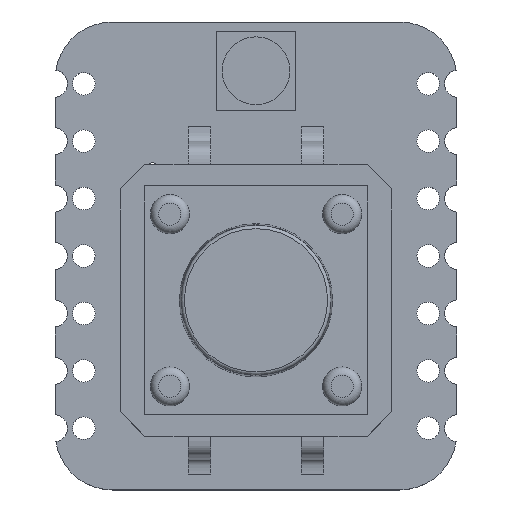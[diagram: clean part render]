
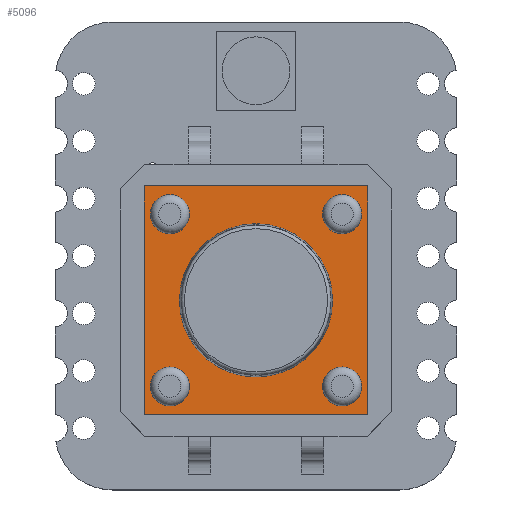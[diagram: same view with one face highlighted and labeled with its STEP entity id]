
A CAD part, top view. The second image highlights one B-rep face of the part: STEP entity #5096.
In plain terms, the highlighted planar face has unit normal (0, 0, 1).
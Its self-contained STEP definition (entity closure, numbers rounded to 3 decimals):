
#251=FACE_BOUND('',#1055,.T.);
#252=FACE_BOUND('',#1056,.T.);
#253=FACE_BOUND('',#1057,.T.);
#254=FACE_BOUND('',#1058,.T.);
#255=FACE_BOUND('',#1059,.T.);
#442=PLANE('',#5469);
#719=FACE_OUTER_BOUND('',#1054,.T.);
#1054=EDGE_LOOP('',(#4660,#4661,#4662,#4663));
#1055=EDGE_LOOP('',(#4664));
#1056=EDGE_LOOP('',(#4665));
#1057=EDGE_LOOP('',(#4666));
#1058=EDGE_LOOP('',(#4667));
#1059=EDGE_LOOP('',(#4668));
#1566=LINE('',#9690,#2069);
#1568=LINE('',#9694,#2071);
#1570=LINE('',#9698,#2073);
#1572=LINE('',#9701,#2075);
#2069=VECTOR('',#6598,1000.);
#2071=VECTOR('',#6602,1000.);
#2073=VECTOR('',#6606,1000.);
#2075=VECTOR('',#6610,1000.);
#2153=CIRCLE('',#5470,3.39);
#2154=CIRCLE('',#5471,0.863);
#2155=CIRCLE('',#5472,0.863);
#2156=CIRCLE('',#5473,0.863);
#2157=CIRCLE('',#5474,0.863);
#2614=VERTEX_POINT('',#9687);
#2615=VERTEX_POINT('',#9689);
#2616=VERTEX_POINT('',#9693);
#2617=VERTEX_POINT('',#9697);
#2618=VERTEX_POINT('',#9703);
#2619=VERTEX_POINT('',#9705);
#2620=VERTEX_POINT('',#9707);
#2621=VERTEX_POINT('',#9709);
#2622=VERTEX_POINT('',#9711);
#3295=EDGE_CURVE('',#2614,#2615,#1566,.T.);
#3297=EDGE_CURVE('',#2615,#2616,#1568,.T.);
#3299=EDGE_CURVE('',#2616,#2617,#1570,.T.);
#3301=EDGE_CURVE('',#2617,#2614,#1572,.T.);
#3302=EDGE_CURVE('',#2618,#2618,#2153,.T.);
#3303=EDGE_CURVE('',#2619,#2619,#2154,.F.);
#3304=EDGE_CURVE('',#2620,#2620,#2155,.F.);
#3305=EDGE_CURVE('',#2621,#2621,#2156,.F.);
#3306=EDGE_CURVE('',#2622,#2622,#2157,.F.);
#4660=ORIENTED_EDGE('',*,*,#3295,.F.);
#4661=ORIENTED_EDGE('',*,*,#3301,.F.);
#4662=ORIENTED_EDGE('',*,*,#3299,.F.);
#4663=ORIENTED_EDGE('',*,*,#3297,.F.);
#4664=ORIENTED_EDGE('',*,*,#3302,.T.);
#4665=ORIENTED_EDGE('',*,*,#3303,.F.);
#4666=ORIENTED_EDGE('',*,*,#3304,.F.);
#4667=ORIENTED_EDGE('',*,*,#3305,.F.);
#4668=ORIENTED_EDGE('',*,*,#3306,.F.);
#5096=ADVANCED_FACE('',(#719,#251,#252,#253,#254,#255),#442,.F.);
#5469=AXIS2_PLACEMENT_3D('',#9702,#6611,#6612);
#5470=AXIS2_PLACEMENT_3D('',#9704,#6613,#6614);
#5471=AXIS2_PLACEMENT_3D('',#9706,#6615,#6616);
#5472=AXIS2_PLACEMENT_3D('',#9708,#6617,#6618);
#5473=AXIS2_PLACEMENT_3D('',#9710,#6619,#6620);
#5474=AXIS2_PLACEMENT_3D('',#9712,#6621,#6622);
#6598=DIRECTION('',(0.,1.,0.));
#6602=DIRECTION('',(1.,0.,0.));
#6606=DIRECTION('',(0.,-1.,0.));
#6610=DIRECTION('',(-1.,0.,0.));
#6611=DIRECTION('center_axis',(0.,0.,-1.));
#6612=DIRECTION('ref_axis',(-1.,0.,0.));
#6613=DIRECTION('center_axis',(0.,0.,-1.));
#6614=DIRECTION('ref_axis',(-1.,0.,0.));
#6615=DIRECTION('center_axis',(0.,0.,-1.));
#6616=DIRECTION('ref_axis',(-1.,0.,0.));
#6617=DIRECTION('center_axis',(0.,0.,-1.));
#6618=DIRECTION('ref_axis',(-1.,0.,0.));
#6619=DIRECTION('center_axis',(0.,0.,-1.));
#6620=DIRECTION('ref_axis',(-1.,0.,0.));
#6621=DIRECTION('center_axis',(0.,0.,-1.));
#6622=DIRECTION('ref_axis',(-1.,0.,0.));
#9687=CARTESIAN_POINT('',(-5.06,-4.947,3.636));
#9689=CARTESIAN_POINT('',(-5.06,4.947,3.636));
#9690=CARTESIAN_POINT('',(-5.06,-4.947,3.636));
#9693=CARTESIAN_POINT('',(5.06,4.947,3.636));
#9694=CARTESIAN_POINT('',(-5.06,4.947,3.636));
#9697=CARTESIAN_POINT('',(5.06,-4.947,3.636));
#9698=CARTESIAN_POINT('',(5.06,4.947,3.636));
#9701=CARTESIAN_POINT('',(5.06,-4.947,3.636));
#9702=CARTESIAN_POINT('Origin',(0.,0.,3.636));
#9703=CARTESIAN_POINT('',(3.39,0.,3.636));
#9704=CARTESIAN_POINT('Origin',(0.,0.,3.636));
#9705=CARTESIAN_POINT('',(4.673,-3.81,3.636));
#9706=CARTESIAN_POINT('Origin',(3.81,-3.81,3.636));
#9707=CARTESIAN_POINT('',(-2.947,-3.81,3.636));
#9708=CARTESIAN_POINT('Origin',(-3.81,-3.81,3.636));
#9709=CARTESIAN_POINT('',(-2.947,3.81,3.636));
#9710=CARTESIAN_POINT('Origin',(-3.81,3.81,3.636));
#9711=CARTESIAN_POINT('',(4.673,3.81,3.636));
#9712=CARTESIAN_POINT('Origin',(3.81,3.81,3.636));
